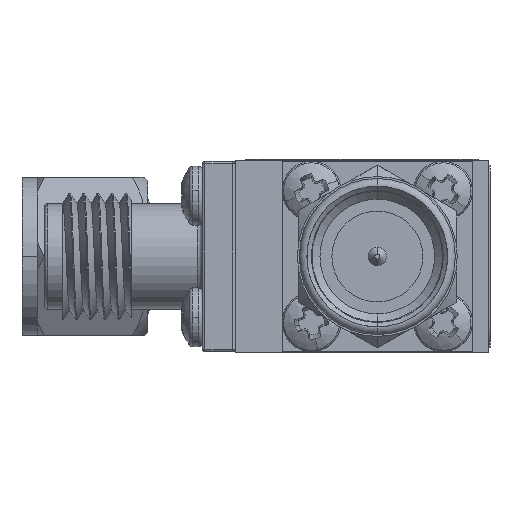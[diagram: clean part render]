
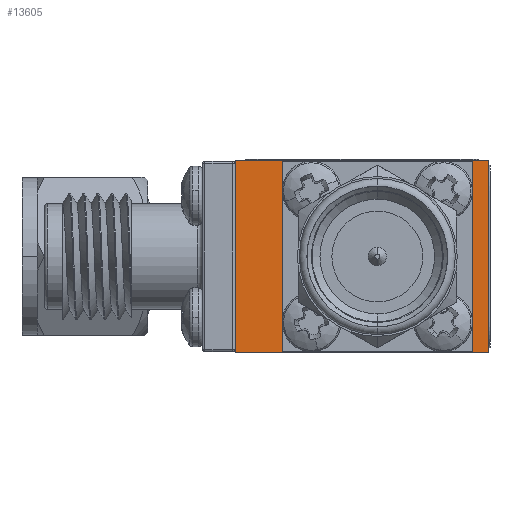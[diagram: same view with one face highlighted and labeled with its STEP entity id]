
A CAD part, left-side view. The second image highlights one B-rep face of the part: STEP entity #13605.
In plain terms, the highlighted planar face has unit normal (-1, 0, 0).
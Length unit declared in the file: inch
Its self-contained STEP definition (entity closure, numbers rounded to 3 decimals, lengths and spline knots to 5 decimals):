
#2173 = VERTEX_POINT ( 'NONE', #35022 ) ;
#8020 = ORIENTED_EDGE ( 'NONE', *, *, #40707, .F. ) ;
#9821 = VECTOR ( 'NONE', #38387, 39.37008 ) ;
#10008 = AXIS2_PLACEMENT_3D ( 'NONE', #32509, #41987, #89487 ) ;
#10757 = CARTESIAN_POINT ( 'NONE',  ( -0.49663, 0.18755, 0.68911 ) ) ;
#12275 = DIRECTION ( 'NONE',  ( 0., -1., 0. ) ) ;
#12452 = EDGE_CURVE ( 'NONE', #24348, #62471, #31325, .T. ) ;
#13605 = ADVANCED_FACE ( 'NONE', ( #52499 ), #38901, .T. ) ;
#16475 = LINE ( 'NONE', #72613, #83625 ) ;
#24348 = VERTEX_POINT ( 'NONE', #63744 ) ;
#31325 = LINE ( 'NONE', #39933, #79142 ) ;
#32509 = CARTESIAN_POINT ( 'NONE',  ( -0.49663, 0.18755, 0.30911 ) ) ;
#35022 = CARTESIAN_POINT ( 'NONE',  ( -0.49663, 0.68755, 0.68911 ) ) ;
#36726 = EDGE_CURVE ( 'NONE', #24348, #2173, #16475, .T. ) ;
#36892 = DIRECTION ( 'NONE',  ( 0., 0., 1. ) ) ;
#38387 = DIRECTION ( 'NONE',  ( 0., -1., 0. ) ) ;
#38901 = PLANE ( 'NONE',  #10008 ) ;
#39933 = CARTESIAN_POINT ( 'NONE',  ( -0.49663, 0.18755, 0.30911 ) ) ;
#40707 = EDGE_CURVE ( 'NONE', #2173, #77618, #86339, .T. ) ;
#41987 = DIRECTION ( 'NONE',  ( -1., 0., 0. ) ) ;
#42182 = CARTESIAN_POINT ( 'NONE',  ( -0.49663, 0.18755, 0.30911 ) ) ;
#48978 = VECTOR ( 'NONE', #78278, 39.37008 ) ;
#49761 = ORIENTED_EDGE ( 'NONE', *, *, #60761, .T. ) ;
#52499 = FACE_OUTER_BOUND ( 'NONE', #84937, .T. ) ;
#60761 = EDGE_CURVE ( 'NONE', #62471, #77618, #86461, .T. ) ;
#62471 = VERTEX_POINT ( 'NONE', #42182 ) ;
#63744 = CARTESIAN_POINT ( 'NONE',  ( -0.49663, 0.68755, 0.30911 ) ) ;
#72077 = CARTESIAN_POINT ( 'NONE',  ( -0.49663, 0.18755, 0.68911 ) ) ;
#72613 = CARTESIAN_POINT ( 'NONE',  ( -0.49663, 0.68755, 0.30911 ) ) ;
#77618 = VERTEX_POINT ( 'NONE', #72077 ) ;
#78278 = DIRECTION ( 'NONE',  ( 0., 0., 1. ) ) ;
#79142 = VECTOR ( 'NONE', #12275, 39.37008 ) ;
#83625 = VECTOR ( 'NONE', #36892, 39.37008 ) ;
#84937 = EDGE_LOOP ( 'NONE', ( #8020, #88664, #87311, #49761 ) ) ;
#85581 = CARTESIAN_POINT ( 'NONE',  ( -0.49663, 0.18755, 0.30911 ) ) ;
#86339 = LINE ( 'NONE', #10757, #9821 ) ;
#86461 = LINE ( 'NONE', #85581, #48978 ) ;
#87311 = ORIENTED_EDGE ( 'NONE', *, *, #12452, .T. ) ;
#88664 = ORIENTED_EDGE ( 'NONE', *, *, #36726, .F. ) ;
#89487 = DIRECTION ( 'NONE',  ( 0., -1., 0. ) ) ;
